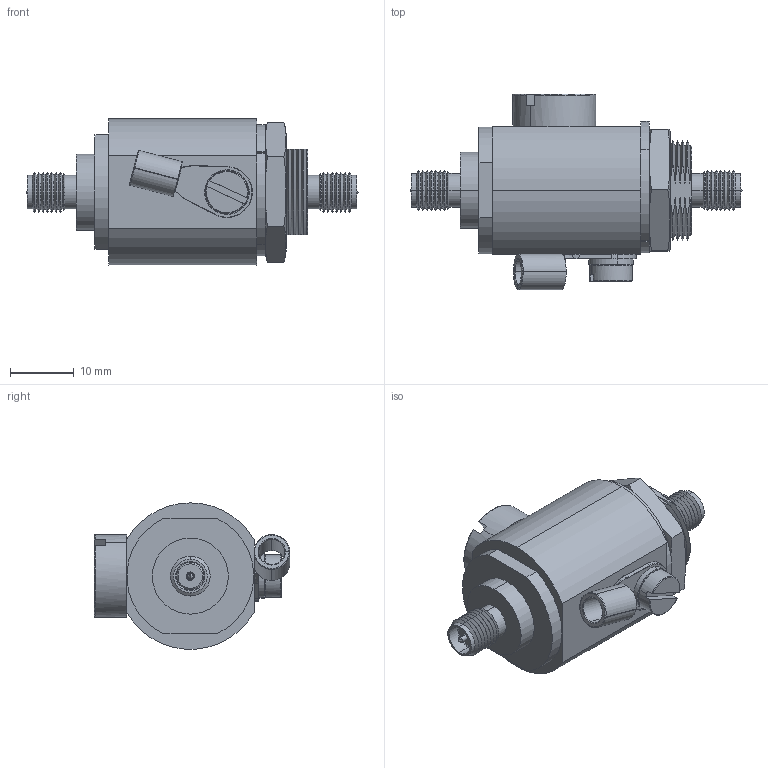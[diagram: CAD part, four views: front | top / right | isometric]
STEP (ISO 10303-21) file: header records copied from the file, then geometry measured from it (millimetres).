
FILE_DESCRIPTION (( 'STEP AP214' ), '1' );
FILE_NAME ('FMSP1068_3D.step', '2025-10-09T14:56:03', ( '' ), ( '' ), 'SwSTEP 2.0', 'SolidWorks 2025', '' );
FILE_SCHEMA (( 'AUTOMOTIVE_DESIGN' ));
Length unit declared in the file: inch
Products named in the file (14): Copy of Copy of AL6-RSPRSJBW-20_PE73SP1068^Copy of PE73SP1068_3D(2)_FMSP1068; Copy of AL6-RSPRSJBW-9-MA4_AL6-RSPRSJBW-9_PE73SP1068^Copy of AL6-RSPRSJBW-9_PE73SP1068_Copy of PE73SP1068_3D(2)_FMSP1068; Copy of AL6-RSPRSJBW-9-MA10_AL6-RSPRSJBW-9_PE73SP1068^Copy of AL6-RSPRSJBW-9_PE73SP1068_Copy of PE73SP1068_3D(2)_FMSP1068; Copy of AL6-RSPRSJBW-9-MA6_AL6-RSPRSJBW-9_PE73SP1068^Copy of AL6-RSPRSJBW-9_PE73SP1068_Copy of PE73SP1068_3D(2)_FMSP1068; FMSP1068_3D; Copy of AL6-RSPRSJBW-9-MA9_AL6-RSPRSJBW-9_PE73SP1068^Copy of AL6-RSPRSJBW-9_PE73SP1068_Copy of PE73SP1068_3D(2)_FMSP1068; Copy of AL6-RSPRSJBW-9-MA8_AL6-RSPRSJBW-9_PE73SP1068^Copy of AL6-RSPRSJBW-9_PE73SP1068_Copy of PE73SP1068_3D(2)_FMSP1068; Copy of AL6-RSPRSJBW-9-MA2_AL6-RSPRSJBW-9_PE73SP1068^Copy of AL6-RSPRSJBW-9_PE73SP1068_Copy of PE73SP1068_3D(2)_FMSP1068; Copy of PE73SP1068_3D(2)^FMSP1068; Copy of AL6-RSPRSJBW-9-MA1_AL6-RSPRSJBW-9_PE73SP1068^Copy of AL6-RSPRSJBW-9_PE73SP1068_Copy of PE73SP1068_3D(2)_FMSP1068; Copy of AL6-RSPRSJBW-9_PE73SP1068^Copy of PE73SP1068_3D(2)_FMSP1068; Copy of AL6-RSPRSJBW-9-MA7_AL6-RSPRSJBW-9_PE73SP1068^Copy of AL6-RSPRSJBW-9_PE73SP1068_Copy of PE73SP1068_3D(2)_FMSP1068; Copy of AL6-RSPRSJBW-9-MA5_AL6-RSPRSJBW-9_PE73SP1068^Copy of AL6-RSPRSJBW-9_PE73SP1068_Copy of PE73SP1068_3D(2)_FMSP1068; Copy of AL6-RSPRSJBW-9-MA11_AL6-RSPRSJBW-9_PE73SP1068^Copy of AL6-RSPRSJBW-9_PE73SP1068_Copy of PE73SP1068_3D(2)_FMSP1068
Assembly tree (13 placements, depth 4):
  FMSP1068_3D
    Copy of PE73SP1068_3D(2)^FMSP1068
      Copy of AL6-RSPRSJBW-9_PE73SP1068^Copy of PE73SP1068_3D(2)_FMSP1068
        Copy of AL6-RSPRSJBW-9-MA1_AL6-RSPRSJBW-9_PE73SP1068^Copy of AL6-RSPRSJBW-9_PE73SP1068_Copy of PE73SP1068_3D(2)_FMSP1068
        Copy of AL6-RSPRSJBW-9-MA2_AL6-RSPRSJBW-9_PE73SP1068^Copy of AL6-RSPRSJBW-9_PE73SP1068_Copy of PE73SP1068_3D(2)_FMSP1068
        Copy of AL6-RSPRSJBW-9-MA5_AL6-RSPRSJBW-9_PE73SP1068^Copy of AL6-RSPRSJBW-9_PE73SP1068_Copy of PE73SP1068_3D(2)_FMSP1068
        Copy of AL6-RSPRSJBW-9-MA4_AL6-RSPRSJBW-9_PE73SP1068^Copy of AL6-RSPRSJBW-9_PE73SP1068_Copy of PE73SP1068_3D(2)_FMSP1068
        Copy of AL6-RSPRSJBW-9-MA6_AL6-RSPRSJBW-9_PE73SP1068^Copy of AL6-RSPRSJBW-9_PE73SP1068_Copy of PE73SP1068_3D(2)_FMSP1068
        Copy of AL6-RSPRSJBW-9-MA8_AL6-RSPRSJBW-9_PE73SP1068^Copy of AL6-RSPRSJBW-9_PE73SP1068_Copy of PE73SP1068_3D(2)_FMSP1068
        Copy of AL6-RSPRSJBW-9-MA7_AL6-RSPRSJBW-9_PE73SP1068^Copy of AL6-RSPRSJBW-9_PE73SP1068_Copy of PE73SP1068_3D(2)_FMSP1068
        Copy of AL6-RSPRSJBW-9-MA9_AL6-RSPRSJBW-9_PE73SP1068^Copy of AL6-RSPRSJBW-9_PE73SP1068_Copy of PE73SP1068_3D(2)_FMSP1068
        Copy of AL6-RSPRSJBW-9-MA10_AL6-RSPRSJBW-9_PE73SP1068^Copy of AL6-RSPRSJBW-9_PE73SP1068_Copy of PE73SP1068_3D(2)_FMSP1068
        Copy of AL6-RSPRSJBW-9-MA11_AL6-RSPRSJBW-9_PE73SP1068^Copy of AL6-RSPRSJBW-9_PE73SP1068_Copy of PE73SP1068_3D(2)_FMSP1068
      Copy of Copy of AL6-RSPRSJBW-20_PE73SP1068^Copy of PE73SP1068_3D(2)_FMSP1068
Bounding box: 52.15 x 30.71 x 22.97 mm (x, y, z)
Volume: 12937.5 mm3; surface area: 7206.4 mm2
Topology: 11 solids, 11 shells, 562 faces, 1317 edges, 792 vertices
Faces by surface type: cone 166, cylinder 156, plane 127, torus 91, bspline 22
Entity records: 18549 total; most frequent: CARTESIAN_POINT 5295, DIRECTION 2812, ORIENTED_EDGE 2626, EDGE_CURVE 1313, AXIS2_PLACEMENT_3D 1163, VERTEX_POINT 792, CIRCLE 605, EDGE_LOOP 589
